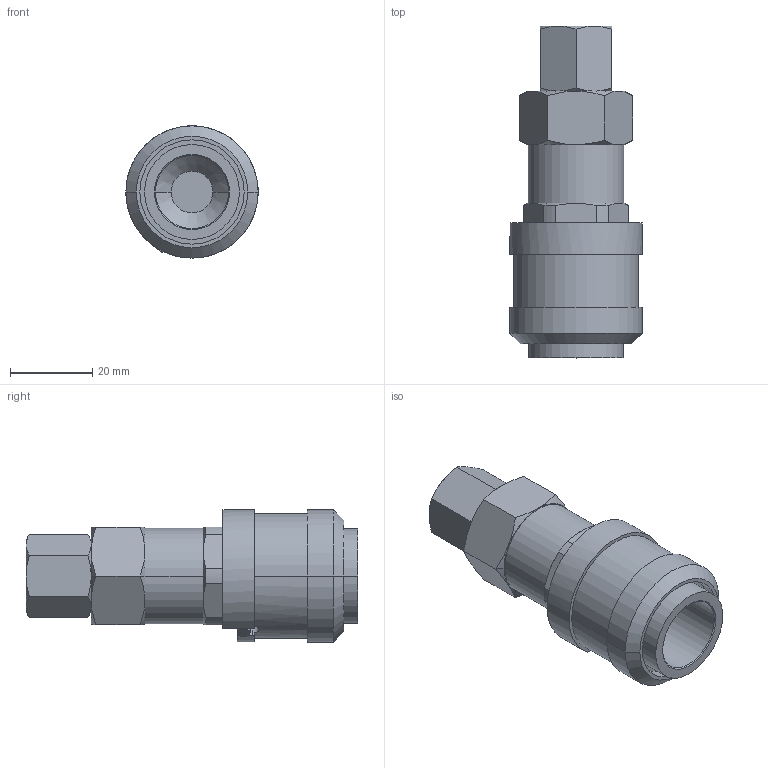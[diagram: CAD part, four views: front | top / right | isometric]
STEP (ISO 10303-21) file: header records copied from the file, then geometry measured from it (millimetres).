
FILE_DESCRIPTION((''),'2;1');
FILE_NAME('ILCM49560000','2007-11-09T',('kr'),(''),'PRO/ENGINEER BY PARAMETRIC TECHNOLOGY CORPORATION, 2005180','PRO/ENGINEER BY PARAMETRIC TECHNOLOGY CORPORATION, 2005180','');
FILE_SCHEMA(('AUTOMOTIVE_DESIGN_CC2 { 1 2 10303 214 -1 1 5 2 }'));
Length unit declared in the file: inch
Products named in the file (1): ILCM49560000
Bounding box: 32.26 x 80.9 x 32.26 mm (x, y, z)
Volume: 32892.5 mm3; surface area: 12692.9 mm2
Topology: 1 solids, 2 shells, 99 faces, 223 edges, 138 vertices
Faces by surface type: plane 38, cylinder 31, cone 30
Entity records: 3797 total; most frequent: CARTESIAN_POINT 815, DIRECTION 457, ORIENTED_EDGE 446, PRESENTATION_STYLE_ASSIGNMENT 224, STYLED_ITEM 224, CURVE_STYLE 223, EDGE_CURVE 223, AXIS2_PLACEMENT_3D 187
